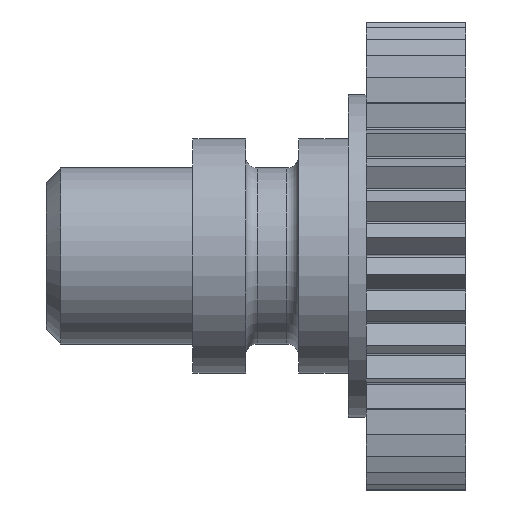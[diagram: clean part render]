
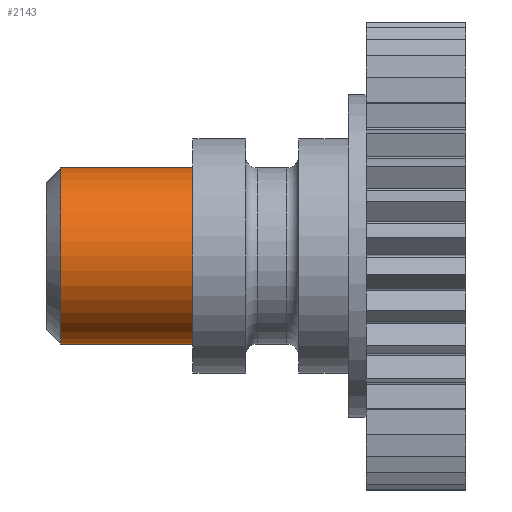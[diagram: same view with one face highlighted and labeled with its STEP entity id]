
A CAD part, left-side view. The second image highlights one B-rep face of the part: STEP entity #2143.
In plain terms, the highlighted cylindrical face has radius 3 mm (diameter 6 mm), a partial arc.
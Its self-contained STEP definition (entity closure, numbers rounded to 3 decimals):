
#129 = ORIENTED_EDGE ( 'NONE', *, *, #3481, .F. ) ;
#509 = DIRECTION ( 'NONE',  ( 0., 1., 0. ) ) ;
#617 = DIRECTION ( 'NONE',  ( 0., 0., 1. ) ) ;
#751 = DIRECTION ( 'NONE',  ( 0., 1., 0. ) ) ;
#833 = CARTESIAN_POINT ( 'NONE',  ( 0., 22.233, -3. ) ) ;
#1049 = EDGE_CURVE ( 'NONE', #4241, #1825, #6239, .T. ) ;
#1825 = VERTEX_POINT ( 'NONE', #5017 ) ;
#1859 = LINE ( 'NONE', #6720, #6913 ) ;
#1982 = ORIENTED_EDGE ( 'NONE', *, *, #5780, .T. ) ;
#2111 = ORIENTED_EDGE ( 'NONE', *, *, #4415, .T. ) ;
#2143 = ADVANCED_FACE ( 'NONE', ( #4423 ), #6636, .T. ) ;
#2476 = VERTEX_POINT ( 'NONE', #4921 ) ;
#3481 = EDGE_CURVE ( 'NONE', #4520, #4241, #6302, .T. ) ;
#3674 = AXIS2_PLACEMENT_3D ( 'NONE', #4969, #5481, #617 ) ;
#3915 = CIRCLE ( 'NONE', #3674, 3. ) ;
#4241 = VERTEX_POINT ( 'NONE', #5160 ) ;
#4415 = EDGE_CURVE ( 'NONE', #2476, #1825, #1859, .T. ) ;
#4423 = FACE_OUTER_BOUND ( 'NONE', #5920, .T. ) ;
#4520 = VERTEX_POINT ( 'NONE', #7118 ) ;
#4618 = CARTESIAN_POINT ( 'NONE',  ( 0., 18.333, 0. ) ) ;
#4728 = DIRECTION ( 'NONE',  ( 0., 1., 0. ) ) ;
#4834 = ORIENTED_EDGE ( 'NONE', *, *, #1049, .F. ) ;
#4855 = AXIS2_PLACEMENT_3D ( 'NONE', #4618, #4728, #6394 ) ;
#4856 = CARTESIAN_POINT ( 'NONE',  ( 0., 22.233, 0. ) ) ;
#4921 = CARTESIAN_POINT ( 'NONE',  ( 0., 13.833, 3. ) ) ;
#4969 = CARTESIAN_POINT ( 'NONE',  ( 0., 13.833, 0. ) ) ;
#5017 = CARTESIAN_POINT ( 'NONE',  ( 0., 18.333, 3. ) ) ;
#5160 = CARTESIAN_POINT ( 'NONE',  ( 0., 18.333, -3. ) ) ;
#5481 = DIRECTION ( 'NONE',  ( 0., 1., 0. ) ) ;
#5780 = EDGE_CURVE ( 'NONE', #4520, #2476, #3915, .T. ) ;
#5920 = EDGE_LOOP ( 'NONE', ( #129, #1982, #2111, #4834 ) ) ;
#6239 = CIRCLE ( 'NONE', #4855, 3. ) ;
#6302 = LINE ( 'NONE', #833, #6319 ) ;
#6319 = VECTOR ( 'NONE', #751, 1000. ) ;
#6394 = DIRECTION ( 'NONE',  ( 0., 0., 1. ) ) ;
#6636 = CYLINDRICAL_SURFACE ( 'NONE', #6952, 3. ) ;
#6720 = CARTESIAN_POINT ( 'NONE',  ( 0., 22.233, 3. ) ) ;
#6775 = DIRECTION ( 'NONE',  ( 0., 1., 0. ) ) ;
#6913 = VECTOR ( 'NONE', #6775, 1000. ) ;
#6952 = AXIS2_PLACEMENT_3D ( 'NONE', #4856, #509, #7102 ) ;
#7102 = DIRECTION ( 'NONE',  ( 0., 0., 1. ) ) ;
#7118 = CARTESIAN_POINT ( 'NONE',  ( 0., 13.833, -3. ) ) ;
